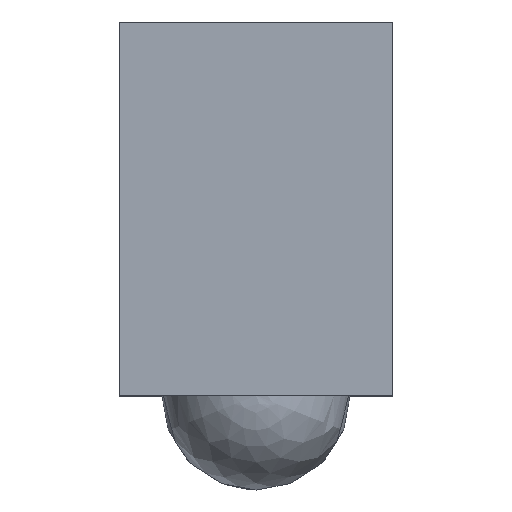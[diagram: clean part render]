
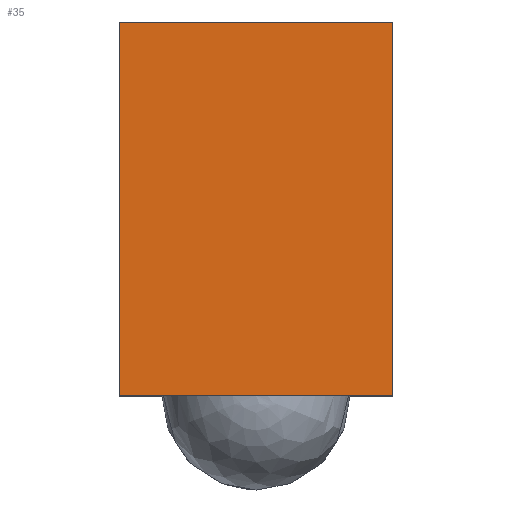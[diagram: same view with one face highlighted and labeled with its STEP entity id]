
A CAD part, top view. The second image highlights one B-rep face of the part: STEP entity #35.
In plain terms, the highlighted planar face has unit normal (0, 0, 1).
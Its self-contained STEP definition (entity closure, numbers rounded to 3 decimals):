
#35=ADVANCED_FACE('',(#55),#271,.T.);
#55=FACE_OUTER_BOUND('',#75,.T.);
#75=EDGE_LOOP('',(#128,#129,#130,#131));
#128=ORIENTED_EDGE('',*,*,#174,.T.);
#129=ORIENTED_EDGE('',*,*,#178,.T.);
#130=ORIENTED_EDGE('',*,*,#181,.T.);
#131=ORIENTED_EDGE('',*,*,#183,.T.);
#174=EDGE_CURVE('',#245,#244,#212,.T.);
#178=EDGE_CURVE('',#244,#247,#216,.T.);
#181=EDGE_CURVE('',#247,#249,#219,.T.);
#183=EDGE_CURVE('',#249,#245,#221,.T.);
#212=B_SPLINE_CURVE_WITH_KNOTS('',1,(#464,#465),.UNSPECIFIED.,.F.,.F.,(2,
2),(0.,4.65),.UNSPECIFIED.);
#216=B_SPLINE_CURVE_WITH_KNOTS('',1,(#472,#473),.UNSPECIFIED.,.F.,.F.,(2,
2),(4.65,11.),.UNSPECIFIED.);
#219=B_SPLINE_CURVE_WITH_KNOTS('',1,(#478,#479),.UNSPECIFIED.,.F.,.F.,(2,
2),(11.,15.65),.UNSPECIFIED.);
#221=B_SPLINE_CURVE_WITH_KNOTS('',1,(#482,#483),.UNSPECIFIED.,.F.,.F.,(2,
2),(15.65,22.),.UNSPECIFIED.);
#244=VERTEX_POINT('',#454);
#245=VERTEX_POINT('',#455);
#247=VERTEX_POINT('',#457);
#249=VERTEX_POINT('',#459);
#271=PLANE('',#377);
#377=AXIS2_PLACEMENT_3D('',#451,#398,$);
#398=DIRECTION('',(0.,0.,1.));
#451=CARTESIAN_POINT('',(0.,0.,7.44));
#454=CARTESIAN_POINT('',(4.65,0.,7.44));
#455=CARTESIAN_POINT('',(0.,0.,7.44));
#457=CARTESIAN_POINT('',(4.65,6.35,7.44));
#459=CARTESIAN_POINT('',(0.,6.35,7.44));
#464=CARTESIAN_POINT('',(0.,0.,7.44));
#465=CARTESIAN_POINT('',(4.65,0.,7.44));
#472=CARTESIAN_POINT('',(4.65,0.,7.44));
#473=CARTESIAN_POINT('',(4.65,6.35,7.44));
#478=CARTESIAN_POINT('',(4.65,6.35,7.44));
#479=CARTESIAN_POINT('',(0.,6.35,7.44));
#482=CARTESIAN_POINT('',(0.,6.35,7.44));
#483=CARTESIAN_POINT('',(0.,0.,7.44));
